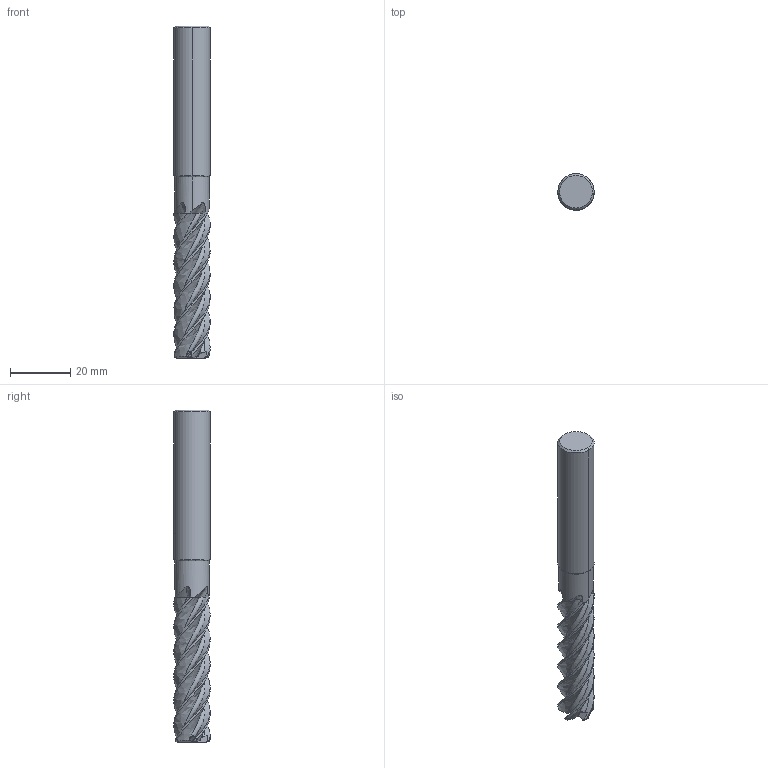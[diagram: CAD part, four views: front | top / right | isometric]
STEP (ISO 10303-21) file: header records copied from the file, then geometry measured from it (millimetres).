
FILE_DESCRIPTION(('no description'),'unknown implementation level');
FILE_NAME('solidz4yqb0RyGW4wNitzWtLbe86iLrg_1.STP',' ',('CIM GmbH Aachen'),('CADClick - KiM GmbH - www.kimweb.de'),'unknown preprocess','ACIS','unknown authorization');
FILE_SCHEMA(('automotive_design'));
Length unit declared in the file: millimetre
Products named in the file (2): 1; 2
Bounding box: 12 x 12 x 110 mm (x, y, z)
Volume: 9836.4 mm3; surface area: 5036.6 mm2
Topology: 2 solids, 2 shells, 108 faces, 301 edges, 197 vertices
Faces by surface type: plane 36, cone 21, bspline 20, revolution 15, cylinder 11, torus 5
Entity records: 19912 total; most frequent: CARTESIAN_POINT 14065, STYLED_ITEM 608, PRESENTATION_STYLE_ASSIGNMENT 608, COLOUR_RGB 608, ORIENTED_EDGE 602, DIRECTION 366, EDGE_CURVE 301, CURVE_STYLE 301
